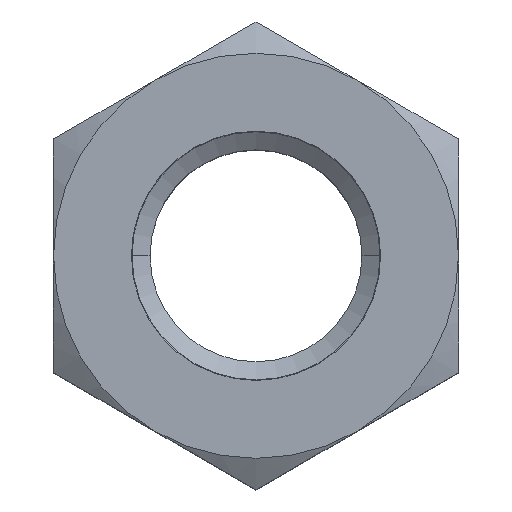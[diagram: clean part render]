
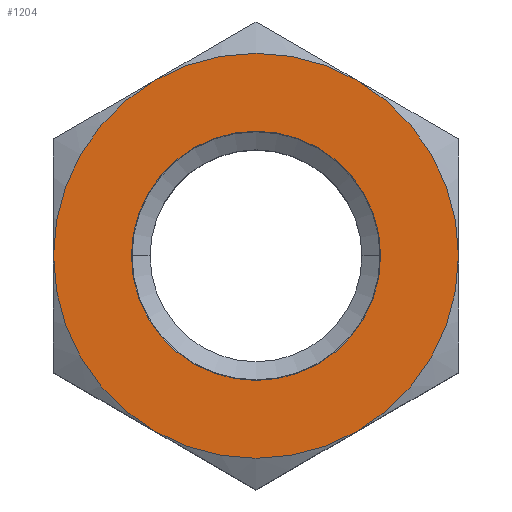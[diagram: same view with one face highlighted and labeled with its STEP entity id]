
A CAD part, top view. The second image highlights one B-rep face of the part: STEP entity #1204.
In plain terms, the highlighted planar face has unit normal (0, 0, 1).
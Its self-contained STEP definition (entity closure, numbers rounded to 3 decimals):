
#38 = CIRCLE ( 'NONE', #613, 6.5 ) ;
#50 = CARTESIAN_POINT ( 'NONE',  ( -3.25, 5.629, 0. ) ) ;
#85 = CARTESIAN_POINT ( 'NONE',  ( 3.25, -5.629, 0. ) ) ;
#109 = ORIENTED_EDGE ( 'NONE', *, *, #1196, .F. ) ;
#123 = EDGE_CURVE ( 'NONE', #248, #1406, #38, .T. ) ;
#169 = EDGE_CURVE ( 'NONE', #1595, #1615, #1419, .T. ) ;
#242 = CARTESIAN_POINT ( 'NONE',  ( 0., 0., 0. ) ) ;
#248 = VERTEX_POINT ( 'NONE', #85 ) ;
#254 = CIRCLE ( 'NONE', #479, 6.5 ) ;
#302 = EDGE_CURVE ( 'NONE', #1615, #1595, #692, .T. ) ;
#332 = CARTESIAN_POINT ( 'NONE',  ( 0., 0., 0. ) ) ;
#348 = DIRECTION ( 'NONE',  ( 0., 0., -1. ) ) ;
#387 = DIRECTION ( 'NONE',  ( -1., 0., 0. ) ) ;
#396 = DIRECTION ( 'NONE',  ( 0., 0., -1. ) ) ;
#467 = DIRECTION ( 'NONE',  ( -1., 0., 0. ) ) ;
#479 = AXIS2_PLACEMENT_3D ( 'NONE', #242, #1178, #387 ) ;
#482 = ORIENTED_EDGE ( 'NONE', *, *, #302, .F. ) ;
#492 = AXIS2_PLACEMENT_3D ( 'NONE', #655, #1599, #789 ) ;
#495 = DIRECTION ( 'NONE',  ( 0., 0., 1. ) ) ;
#498 = CIRCLE ( 'NONE', #1096, 6.5 ) ;
#501 = CARTESIAN_POINT ( 'NONE',  ( -6.5, 0., 0. ) ) ;
#518 = DIRECTION ( 'NONE',  ( -1., 0., 0. ) ) ;
#541 = EDGE_CURVE ( 'NONE', #1551, #1656, #746, .T. ) ;
#571 = CARTESIAN_POINT ( 'NONE',  ( 0., 0., 0. ) ) ;
#578 = FACE_OUTER_BOUND ( 'NONE', #1033, .T. ) ;
#613 = AXIS2_PLACEMENT_3D ( 'NONE', #1138, #348, #1277 ) ;
#625 = AXIS2_PLACEMENT_3D ( 'NONE', #571, #1509, #698 ) ;
#655 = CARTESIAN_POINT ( 'NONE',  ( 0., 0., 0. ) ) ;
#662 = CIRCLE ( 'NONE', #625, 6.5 ) ;
#692 = CIRCLE ( 'NONE', #492, 4. ) ;
#694 = CARTESIAN_POINT ( 'NONE',  ( -3.25, -5.629, 0. ) ) ;
#698 = DIRECTION ( 'NONE',  ( 1., 0., 0. ) ) ;
#744 = AXIS2_PLACEMENT_3D ( 'NONE', #1037, #1311, #518 ) ;
#746 = CIRCLE ( 'NONE', #1394, 6.5 ) ;
#789 = DIRECTION ( 'NONE',  ( 1., 0., 0. ) ) ;
#801 = DIRECTION ( 'NONE',  ( 0., 0., -1. ) ) ;
#821 = ORIENTED_EDGE ( 'NONE', *, *, #123, .F. ) ;
#871 = CARTESIAN_POINT ( 'NONE',  ( -4., 0., 0. ) ) ;
#900 = PLANE ( 'NONE',  #744 ) ;
#990 = CARTESIAN_POINT ( 'NONE',  ( 4., 0., 0. ) ) ;
#1028 = CARTESIAN_POINT ( 'NONE',  ( 6.5, 0., 0. ) ) ;
#1033 = EDGE_LOOP ( 'NONE', ( #109, #1172, #821, #1292, #1443, #1144 ) ) ;
#1037 = CARTESIAN_POINT ( 'NONE',  ( 0., 7.506, 0. ) ) ;
#1042 = AXIS2_PLACEMENT_3D ( 'NONE', #1289, #495, #1438 ) ;
#1096 = AXIS2_PLACEMENT_3D ( 'NONE', #1191, #396, #1322 ) ;
#1101 = ORIENTED_EDGE ( 'NONE', *, *, #169, .F. ) ;
#1138 = CARTESIAN_POINT ( 'NONE',  ( 0., 0., 0. ) ) ;
#1144 = ORIENTED_EDGE ( 'NONE', *, *, #541, .F. ) ;
#1167 = EDGE_LOOP ( 'NONE', ( #1101, #482 ) ) ;
#1172 = ORIENTED_EDGE ( 'NONE', *, *, #1230, .F. ) ;
#1178 = DIRECTION ( 'NONE',  ( 0., 0., -1. ) ) ;
#1180 = VERTEX_POINT ( 'NONE', #1028 ) ;
#1191 = CARTESIAN_POINT ( 'NONE',  ( 0., 0., 0. ) ) ;
#1196 = EDGE_CURVE ( 'NONE', #1670, #1551, #254, .T. ) ;
#1204 = ADVANCED_FACE ( 'NONE', ( #578, #1283 ), #900, .F. ) ;
#1230 = EDGE_CURVE ( 'NONE', #1406, #1670, #498, .T. ) ;
#1259 = DIRECTION ( 'NONE',  ( 0., 0., -1. ) ) ;
#1266 = EDGE_CURVE ( 'NONE', #1180, #248, #1567, .T. ) ;
#1277 = DIRECTION ( 'NONE',  ( -1., 0., 0. ) ) ;
#1283 = FACE_BOUND ( 'NONE', #1167, .T. ) ;
#1289 = CARTESIAN_POINT ( 'NONE',  ( 0., 0., 0. ) ) ;
#1292 = ORIENTED_EDGE ( 'NONE', *, *, #1266, .F. ) ;
#1311 = DIRECTION ( 'NONE',  ( 0., 0., -1. ) ) ;
#1322 = DIRECTION ( 'NONE',  ( -1., 0., 0. ) ) ;
#1394 = AXIS2_PLACEMENT_3D ( 'NONE', #332, #1259, #467 ) ;
#1398 = EDGE_CURVE ( 'NONE', #1180, #1656, #662, .T. ) ;
#1406 = VERTEX_POINT ( 'NONE', #694 ) ;
#1419 = CIRCLE ( 'NONE', #1042, 4. ) ;
#1438 = DIRECTION ( 'NONE',  ( 1., 0., 0. ) ) ;
#1443 = ORIENTED_EDGE ( 'NONE', *, *, #1398, .T. ) ;
#1471 = AXIS2_PLACEMENT_3D ( 'NONE', #1609, #801, #1749 ) ;
#1509 = DIRECTION ( 'NONE',  ( 0., 0., 1. ) ) ;
#1551 = VERTEX_POINT ( 'NONE', #50 ) ;
#1567 = CIRCLE ( 'NONE', #1471, 6.5 ) ;
#1595 = VERTEX_POINT ( 'NONE', #990 ) ;
#1599 = DIRECTION ( 'NONE',  ( 0., 0., 1. ) ) ;
#1609 = CARTESIAN_POINT ( 'NONE',  ( 0., 0., 0. ) ) ;
#1615 = VERTEX_POINT ( 'NONE', #871 ) ;
#1656 = VERTEX_POINT ( 'NONE', #1702 ) ;
#1670 = VERTEX_POINT ( 'NONE', #501 ) ;
#1702 = CARTESIAN_POINT ( 'NONE',  ( 3.25, 5.629, 0. ) ) ;
#1749 = DIRECTION ( 'NONE',  ( -1., 0., 0. ) ) ;
